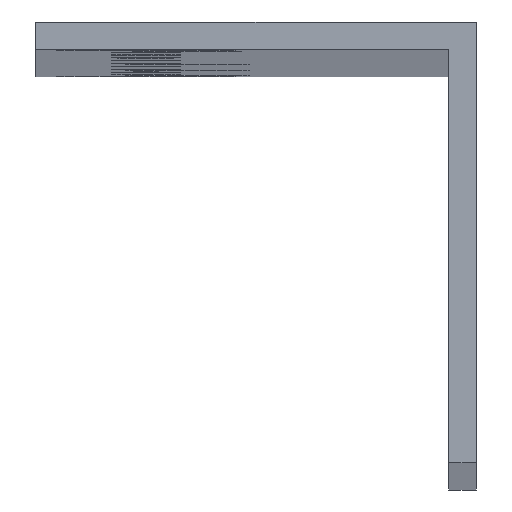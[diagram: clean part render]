
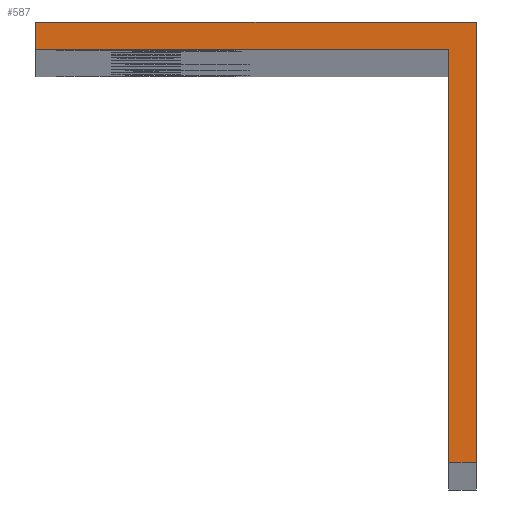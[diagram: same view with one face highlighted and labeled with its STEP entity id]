
A CAD part, top view. The second image highlights one B-rep face of the part: STEP entity #587.
In plain terms, the highlighted planar face has unit normal (0, 0, 1).
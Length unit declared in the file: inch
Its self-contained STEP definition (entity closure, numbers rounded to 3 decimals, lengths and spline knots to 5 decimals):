
#17=LINE('',#969,#35);
#21=LINE('',#976,#39);
#24=LINE('',#982,#42);
#27=LINE('',#988,#45);
#30=LINE('',#994,#48);
#32=LINE('',#997,#50);
#35=VECTOR('',#821,39.37008);
#39=VECTOR('',#827,39.37008);
#42=VECTOR('',#832,39.37008);
#45=VECTOR('',#837,39.37008);
#48=VECTOR('',#842,39.37008);
#50=VECTOR('',#846,39.37008);
#57=PLANE('',#681);
#153=FACE_OUTER_BOUND('',#249,.T.);
#249=EDGE_LOOP('',(#525,#526,#527,#528,#529,#530));
#341=VERTEX_POINT('',#966);
#342=VERTEX_POINT('',#968);
#344=VERTEX_POINT('',#974);
#346=VERTEX_POINT('',#980);
#348=VERTEX_POINT('',#986);
#350=VERTEX_POINT('',#992);
#397=EDGE_CURVE('',#342,#341,#17,.T.);
#401=EDGE_CURVE('',#341,#344,#21,.T.);
#404=EDGE_CURVE('',#344,#346,#24,.T.);
#407=EDGE_CURVE('',#346,#348,#27,.T.);
#410=EDGE_CURVE('',#348,#350,#30,.T.);
#412=EDGE_CURVE('',#350,#342,#32,.T.);
#525=ORIENTED_EDGE('',*,*,#397,.T.);
#526=ORIENTED_EDGE('',*,*,#401,.T.);
#527=ORIENTED_EDGE('',*,*,#404,.T.);
#528=ORIENTED_EDGE('',*,*,#407,.T.);
#529=ORIENTED_EDGE('',*,*,#410,.T.);
#530=ORIENTED_EDGE('',*,*,#412,.T.);
#587=ADVANCED_FACE('',(#153),#57,.T.);
#681=AXIS2_PLACEMENT_3D('',#998,#847,#848);
#821=DIRECTION('',(0.,1.,0.));
#827=DIRECTION('',(-1.,0.,0.));
#832=DIRECTION('',(0.,-1.,0.));
#837=DIRECTION('',(1.,0.,0.));
#842=DIRECTION('',(0.,-1.,0.));
#846=DIRECTION('',(1.,0.,0.));
#847=DIRECTION('center_axis',(0.,0.,1.));
#848=DIRECTION('ref_axis',(1.,0.,0.));
#966=CARTESIAN_POINT('',(0.,0.,71.375));
#968=CARTESIAN_POINT('',(0.,-2.,71.375));
#969=CARTESIAN_POINT('',(0.,-2.,71.375));
#974=CARTESIAN_POINT('',(-2.,0.,71.375));
#976=CARTESIAN_POINT('',(0.,0.,71.375));
#980=CARTESIAN_POINT('',(-2.,-0.125,71.375));
#982=CARTESIAN_POINT('',(-2.,0.,71.375));
#986=CARTESIAN_POINT('',(-0.125,-0.125,71.375));
#988=CARTESIAN_POINT('',(-2.,-0.125,71.375));
#992=CARTESIAN_POINT('',(-0.125,-2.,71.375));
#994=CARTESIAN_POINT('',(-0.125,-0.125,71.375));
#997=CARTESIAN_POINT('',(-0.125,-2.,71.375));
#998=CARTESIAN_POINT('Origin',(0.,0.,71.375));
